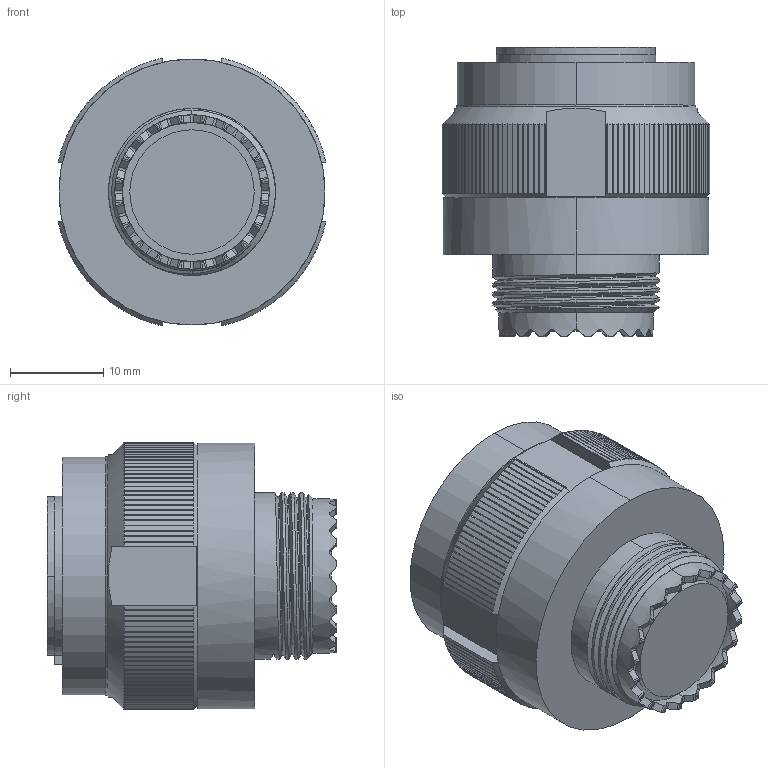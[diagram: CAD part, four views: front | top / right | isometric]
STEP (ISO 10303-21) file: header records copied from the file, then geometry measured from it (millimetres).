
FILE_DESCRIPTION((''),'2;1');
FILE_NAME('8D-06-13-26','2009-07-09T',('dpnair'),('FCI INTERCONNECT'),'PRO/ENGINEER BY PARAMETRIC TECHNOLOGY CORPORATION, 2005310','PRO/ENGINEER BY PARAMETRIC TECHNOLOGY CORPORATION, 2005310','');
FILE_SCHEMA(('CONFIG_CONTROL_DESIGN'));
Length unit declared in the file: millimetre
Products named in the file (1): 8D-06-13-26
Bounding box: 28.69 x 31 x 28.69 mm (x, y, z)
Volume: 12325.1 mm3; surface area: 5837.8 mm2
Topology: 1 solids, 1 shells, 546 faces, 1584 edges, 1048 vertices
Faces by surface type: plane 309, cylinder 210, bspline 14, cone 10, torus 2, extrusion 1
Entity records: 22218 total; most frequent: CARTESIAN_POINT 8918, ORIENTED_EDGE 3168, DIRECTION 2267, EDGE_CURVE 1584, VERTEX_POINT 1048, AXIS2_PLACEMENT_3D 865, B_SPLINE_CURVE_WITH_KNOTS 715, EDGE_LOOP 554
